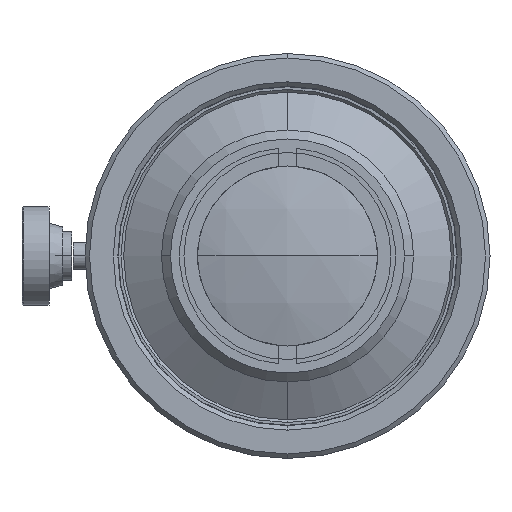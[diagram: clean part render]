
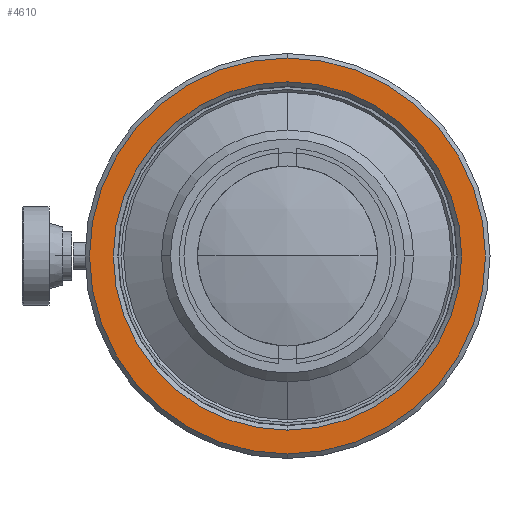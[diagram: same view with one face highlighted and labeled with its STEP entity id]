
A CAD part, left-side view. The second image highlights one B-rep face of the part: STEP entity #4610.
In plain terms, the highlighted planar face has unit normal (-1, 0, 0).
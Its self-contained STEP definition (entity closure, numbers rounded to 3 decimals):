
#139 = CARTESIAN_POINT ( 'NONE',  ( 15.24, 0., 19.35 ) ) ;
#409 = ORIENTED_EDGE ( 'NONE', *, *, #3534, .T. ) ;
#448 = CARTESIAN_POINT ( 'NONE',  ( 15.24, 18.85, 0. ) ) ;
#551 = AXIS2_PLACEMENT_3D ( 'NONE', #448, #3433, #1876 ) ;
#671 = ORIENTED_EDGE ( 'NONE', *, *, #4363, .T. ) ;
#760 = EDGE_LOOP ( 'NONE', ( #671, #778 ) ) ;
#778 = ORIENTED_EDGE ( 'NONE', *, *, #3798, .T. ) ;
#853 = AXIS2_PLACEMENT_3D ( 'NONE', #2444, #2465, #2398 ) ;
#876 = DIRECTION ( 'NONE',  ( 0., 0., -1. ) ) ;
#1010 = DIRECTION ( 'NONE',  ( 0., 0., -1. ) ) ;
#1081 = VERTEX_POINT ( 'NONE', #2236 ) ;
#1139 = DIRECTION ( 'NONE',  ( 1., 0., 0. ) ) ;
#1209 = CARTESIAN_POINT ( 'NONE',  ( 15.24, 0., 0. ) ) ;
#1349 = CARTESIAN_POINT ( 'NONE',  ( 15.24, 0., -22. ) ) ;
#1833 = CIRCLE ( 'NONE', #2160, 22. ) ;
#1876 = DIRECTION ( 'NONE',  ( 0., 0., -1. ) ) ;
#1914 = DIRECTION ( 'NONE',  ( -1., 0., 0. ) ) ;
#1976 = PLANE ( 'NONE',  #551 ) ;
#1999 = EDGE_LOOP ( 'NONE', ( #409, #2976 ) ) ;
#2083 = CARTESIAN_POINT ( 'NONE',  ( 15.24, 0., 0. ) ) ;
#2160 = AXIS2_PLACEMENT_3D ( 'NONE', #2360, #1914, #3449 ) ;
#2236 = CARTESIAN_POINT ( 'NONE',  ( 15.24, 0., 22. ) ) ;
#2258 = VERTEX_POINT ( 'NONE', #1349 ) ;
#2360 = CARTESIAN_POINT ( 'NONE',  ( 15.24, 0., 0. ) ) ;
#2374 = FACE_OUTER_BOUND ( 'NONE', #760, .T. ) ;
#2393 = AXIS2_PLACEMENT_3D ( 'NONE', #1209, #1139, #876 ) ;
#2398 = DIRECTION ( 'NONE',  ( 0., 0., -1. ) ) ;
#2444 = CARTESIAN_POINT ( 'NONE',  ( 15.24, 0., 0. ) ) ;
#2465 = DIRECTION ( 'NONE',  ( 1., 0., 0. ) ) ;
#2976 = ORIENTED_EDGE ( 'NONE', *, *, #3427, .T. ) ;
#3361 = FACE_BOUND ( 'NONE', #1999, .T. ) ;
#3427 = EDGE_CURVE ( 'NONE', #4311, #4607, #4228, .T. ) ;
#3433 = DIRECTION ( 'NONE',  ( 1., 0., 0. ) ) ;
#3449 = DIRECTION ( 'NONE',  ( 0., 0., -1. ) ) ;
#3513 = DIRECTION ( 'NONE',  ( -1., 0., 0. ) ) ;
#3534 = EDGE_CURVE ( 'NONE', #4607, #4311, #4535, .T. ) ;
#3704 = CIRCLE ( 'NONE', #4159, 22. ) ;
#3798 = EDGE_CURVE ( 'NONE', #1081, #2258, #1833, .T. ) ;
#4159 = AXIS2_PLACEMENT_3D ( 'NONE', #2083, #3513, #1010 ) ;
#4228 = CIRCLE ( 'NONE', #2393, 19.35 ) ;
#4311 = VERTEX_POINT ( 'NONE', #4648 ) ;
#4363 = EDGE_CURVE ( 'NONE', #2258, #1081, #3704, .T. ) ;
#4535 = CIRCLE ( 'NONE', #853, 19.35 ) ;
#4607 = VERTEX_POINT ( 'NONE', #139 ) ;
#4610 = ADVANCED_FACE ( 'NONE', ( #3361, #2374 ), #1976, .F. ) ;
#4648 = CARTESIAN_POINT ( 'NONE',  ( 15.24, 0., -19.35 ) ) ;
